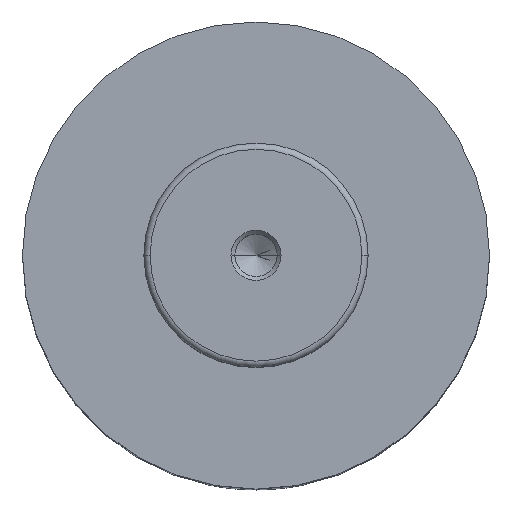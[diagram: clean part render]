
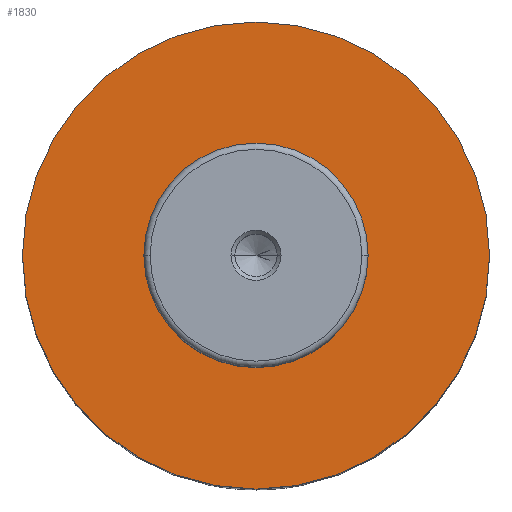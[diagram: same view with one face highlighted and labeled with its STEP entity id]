
A CAD part, top view. The second image highlights one B-rep face of the part: STEP entity #1830.
In plain terms, the highlighted planar face has unit normal (0, 0, 1).
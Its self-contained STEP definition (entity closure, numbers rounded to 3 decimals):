
#5 = EDGE_CURVE ( 'NONE', #800, #893, #999, .T. ) ;
#16 = DIRECTION ( 'NONE',  ( 0., 0., -1. ) ) ;
#19 = DIRECTION ( 'NONE',  ( -1., 0., 0. ) ) ;
#112 = DIRECTION ( 'NONE',  ( 0., 0., -1. ) ) ;
#232 = DIRECTION ( 'NONE',  ( -1., 0., 0. ) ) ;
#270 = FACE_OUTER_BOUND ( 'NONE', #517, .T. ) ;
#283 = AXIS2_PLACEMENT_3D ( 'NONE', #2270, #2216, #232 ) ;
#389 = AXIS2_PLACEMENT_3D ( 'NONE', #2109, #1065, #19 ) ;
#487 = ORIENTED_EDGE ( 'NONE', *, *, #1106, .T. ) ;
#517 = EDGE_LOOP ( 'NONE', ( #1638, #1187 ) ) ;
#573 = CARTESIAN_POINT ( 'NONE',  ( -37.5, 0., 82. ) ) ;
#630 = FACE_BOUND ( 'NONE', #1199, .T. ) ;
#717 = EDGE_CURVE ( 'NONE', #845, #746, #1995, .T. ) ;
#746 = VERTEX_POINT ( 'NONE', #1924 ) ;
#751 = CARTESIAN_POINT ( 'NONE',  ( -18., 0., 82. ) ) ;
#800 = VERTEX_POINT ( 'NONE', #1091 ) ;
#827 = DIRECTION ( 'NONE',  ( 1., 0., 0. ) ) ;
#845 = VERTEX_POINT ( 'NONE', #573 ) ;
#893 = VERTEX_POINT ( 'NONE', #751 ) ;
#999 = CIRCLE ( 'NONE', #283, 18. ) ;
#1059 = CARTESIAN_POINT ( 'NONE',  ( 0., 0., 82. ) ) ;
#1065 = DIRECTION ( 'NONE',  ( 0., 0., -1. ) ) ;
#1082 = CIRCLE ( 'NONE', #1841, 37.5 ) ;
#1091 = CARTESIAN_POINT ( 'NONE',  ( 18., 0., 82. ) ) ;
#1106 = EDGE_CURVE ( 'NONE', #893, #800, #1238, .T. ) ;
#1163 = CARTESIAN_POINT ( 'NONE',  ( 0., 0., 82. ) ) ;
#1187 = ORIENTED_EDGE ( 'NONE', *, *, #1345, .F. ) ;
#1199 = EDGE_LOOP ( 'NONE', ( #487, #2093 ) ) ;
#1238 = CIRCLE ( 'NONE', #1501, 18. ) ;
#1239 = DIRECTION ( 'NONE',  ( -1., 0., 0. ) ) ;
#1342 = DIRECTION ( 'NONE',  ( -1., 0., 0. ) ) ;
#1345 = EDGE_CURVE ( 'NONE', #746, #845, #1082, .T. ) ;
#1410 = AXIS2_PLACEMENT_3D ( 'NONE', #1505, #1855, #827 ) ;
#1497 = PLANE ( 'NONE',  #1410 ) ;
#1501 = AXIS2_PLACEMENT_3D ( 'NONE', #1163, #112, #1342 ) ;
#1505 = CARTESIAN_POINT ( 'NONE',  ( -18., 0., 82. ) ) ;
#1638 = ORIENTED_EDGE ( 'NONE', *, *, #717, .F. ) ;
#1830 = ADVANCED_FACE ( 'NONE', ( #630, #270 ), #1497, .T. ) ;
#1841 = AXIS2_PLACEMENT_3D ( 'NONE', #1059, #16, #1239 ) ;
#1855 = DIRECTION ( 'NONE',  ( 0., 0., 1. ) ) ;
#1924 = CARTESIAN_POINT ( 'NONE',  ( 37.5, 0., 82. ) ) ;
#1995 = CIRCLE ( 'NONE', #389, 37.5 ) ;
#2093 = ORIENTED_EDGE ( 'NONE', *, *, #5, .T. ) ;
#2109 = CARTESIAN_POINT ( 'NONE',  ( 0., 0., 82. ) ) ;
#2216 = DIRECTION ( 'NONE',  ( 0., 0., -1. ) ) ;
#2270 = CARTESIAN_POINT ( 'NONE',  ( 0., 0., 82. ) ) ;
